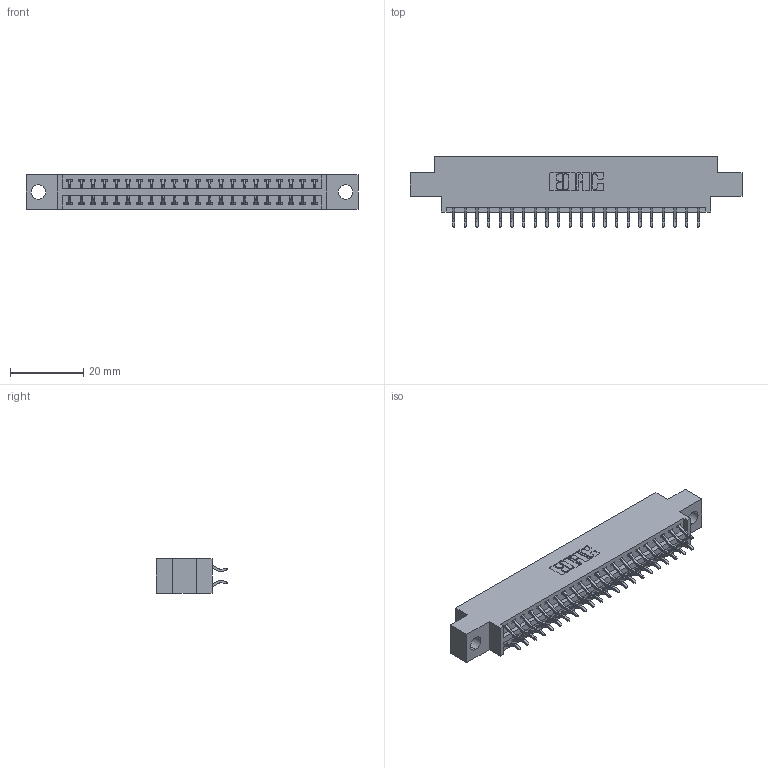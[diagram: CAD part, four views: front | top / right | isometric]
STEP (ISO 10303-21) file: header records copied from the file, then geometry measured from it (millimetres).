
FILE_DESCRIPTION (( 'STEP AP203' ), '1' );
FILE_NAME ('396-044-556-804.STEP', '2018-09-07T04:58:09', ( '' ), ( '' ), 'SwSTEP 2.0', 'SolidWorks 2016', '' );
FILE_SCHEMA (( 'CONFIG_CONTROL_DESIGN' ));
Length unit declared in the file: inch
Products named in the file (3): 396-044-556-804; 346 Part_0.170 Offset - 0.156 Dia-TH; 345-292-001_556 Tail
Assembly tree (45 placements, depth 2):
  396-044-556-804
    346 Part_0.170 Offset - 0.156 Dia-TH
    345-292-001_556 Tail  x44
Bounding box: 90.42 x 19.57 x 9.4 mm (x, y, z)
Volume: 8417.9 mm3; surface area: 11208.7 mm2
Topology: 45 solids, 45 shells, 2678 faces, 7953 edges, 5242 vertices
Faces by surface type: plane 1796, cylinder 882
Entity records: 17405 total; most frequent: CARTESIAN_POINT 2912, ORIENTED_EDGE 2834, DIRECTION 2605, EDGE_CURVE 1417, LINE 1189, VECTOR 1189, VERTEX_POINT 942, AXIS2_PLACEMENT_3D 708
